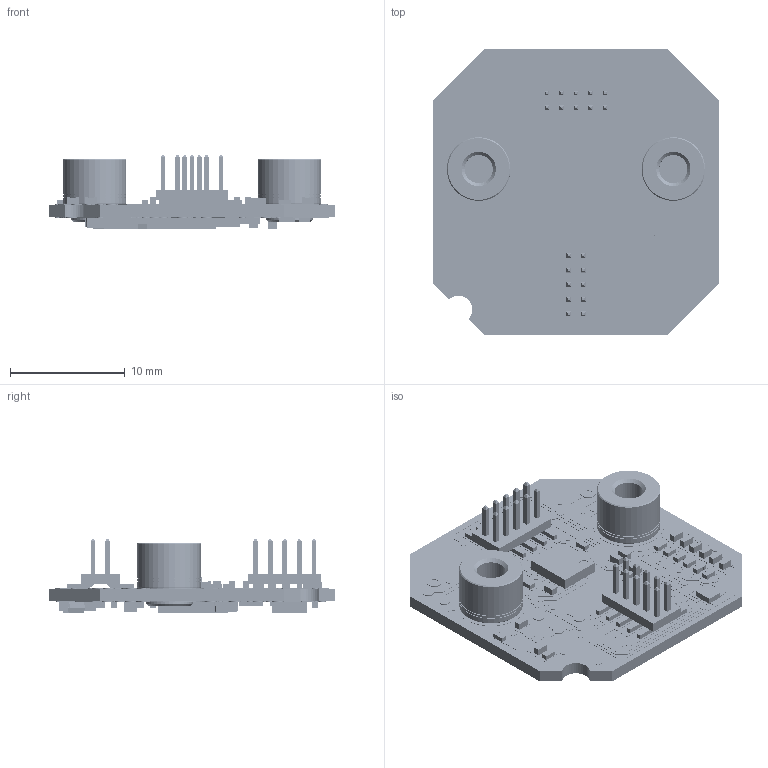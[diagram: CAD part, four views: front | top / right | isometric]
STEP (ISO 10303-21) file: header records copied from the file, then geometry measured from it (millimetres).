
FILE_DESCRIPTION(/* description */ (''),/* implementation_level */ '2;1');
FILE_NAME(/* name */ 'A-6495-0500-01_A.stp',/* time_stamp */ '2017-01-12T10:33:54+00:00',/* author */ (''),/* organization */ (''),/* preprocessor_version */ 'ST-DEVELOPER v16',/* originating_system */ 'SIEMENS PLM Software NX 10.0',/* authorisation */ '');
FILE_SCHEMA (('AUTOMOTIVE_DESIGN { 1 0 10303 214 3 1 1 1 }'));
Products named in the file (1): A-6495-0500-01_A
Bounding box: 27.4 x 25 x 6.48 mm (x, y, z)
Volume: 966.2 mm3; surface area: 3599.8 mm2
Topology: 1235 solids, 1235 shells, 8097 faces, 16417 edges, 10917 vertices
Faces by surface type: plane 6327, cylinder 1760, cone 8, torus 2
Full cylindrical faces by diameter (mm): 0.25 x1, 0.3 x1, 0.6 x174, 0.7 x4, 0.8 x1, 1 x50, 1.4 x6, 2.459 x2, 4.09 x2, 4.22 x2, 5.407 x4, 5.56 x6, 6.2 x4
Entity records: 223499 total; most frequent: DIRECTION 35925, CARTESIAN_POINT 35135, ORIENTED_EDGE 32270, EDGE_CURVE 16135, LINE 12541, VECTOR 12541, AXIS2_PLACEMENT_3D 11692, VERTEX_POINT 10902
